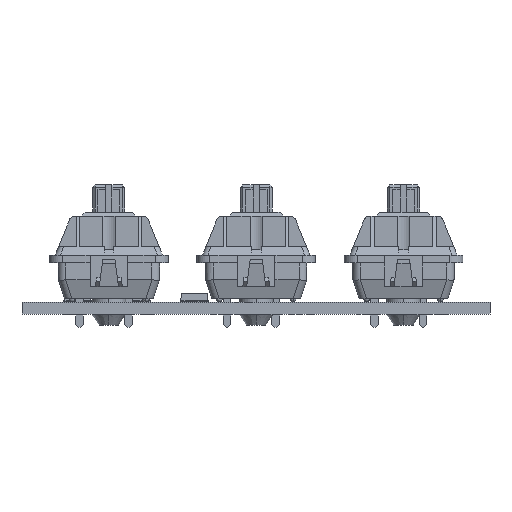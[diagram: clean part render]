
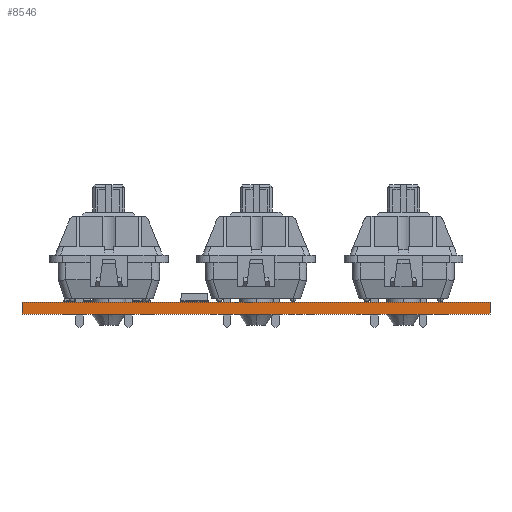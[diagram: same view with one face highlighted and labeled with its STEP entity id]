
A CAD part, front view. The second image highlights one B-rep face of the part: STEP entity #8546.
In plain terms, the highlighted planar face has unit normal (0, -1, 0).
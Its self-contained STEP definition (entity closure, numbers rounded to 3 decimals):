
#8546 = ADVANCED_FACE('',(#8547),#8581,.T.);
#8547 = FACE_BOUND('',#8548,.T.);
#8548 = EDGE_LOOP('',(#8549,#8559,#8567,#8575));
#8549 = ORIENTED_EDGE('',*,*,#8550,.T.);
#8550 = EDGE_CURVE('',#8551,#8553,#8555,.T.);
#8551 = VERTEX_POINT('',#8552);
#8552 = CARTESIAN_POINT('',(163.,-140.5,0.));
#8553 = VERTEX_POINT('',#8554);
#8554 = CARTESIAN_POINT('',(163.,-140.5,1.51));
#8555 = LINE('',#8556,#8557);
#8556 = CARTESIAN_POINT('',(163.,-140.5,0.));
#8557 = VECTOR('',#8558,1.);
#8558 = DIRECTION('',(0.,0.,1.));
#8559 = ORIENTED_EDGE('',*,*,#8560,.T.);
#8560 = EDGE_CURVE('',#8553,#8561,#8563,.T.);
#8561 = VERTEX_POINT('',#8562);
#8562 = CARTESIAN_POINT('',(102.,-140.5,1.51));
#8563 = LINE('',#8564,#8565);
#8564 = CARTESIAN_POINT('',(163.,-140.5,1.51));
#8565 = VECTOR('',#8566,1.);
#8566 = DIRECTION('',(-1.,0.,0.));
#8567 = ORIENTED_EDGE('',*,*,#8568,.F.);
#8568 = EDGE_CURVE('',#8569,#8561,#8571,.T.);
#8569 = VERTEX_POINT('',#8570);
#8570 = CARTESIAN_POINT('',(102.,-140.5,0.));
#8571 = LINE('',#8572,#8573);
#8572 = CARTESIAN_POINT('',(102.,-140.5,0.));
#8573 = VECTOR('',#8574,1.);
#8574 = DIRECTION('',(0.,0.,1.));
#8575 = ORIENTED_EDGE('',*,*,#8576,.F.);
#8576 = EDGE_CURVE('',#8551,#8569,#8577,.T.);
#8577 = LINE('',#8578,#8579);
#8578 = CARTESIAN_POINT('',(163.,-140.5,0.));
#8579 = VECTOR('',#8580,1.);
#8580 = DIRECTION('',(-1.,0.,0.));
#8581 = PLANE('',#8582);
#8582 = AXIS2_PLACEMENT_3D('',#8583,#8584,#8585);
#8583 = CARTESIAN_POINT('',(163.,-140.5,0.));
#8584 = DIRECTION('',(0.,-1.,0.));
#8585 = DIRECTION('',(-1.,0.,0.));
